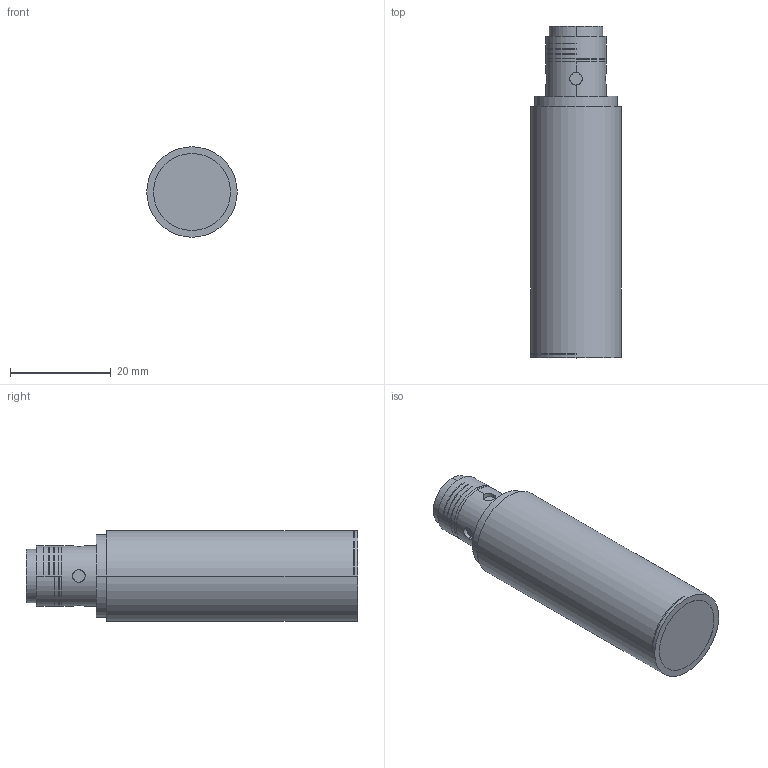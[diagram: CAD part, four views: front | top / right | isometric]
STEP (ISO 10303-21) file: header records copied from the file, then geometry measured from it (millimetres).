
FILE_DESCRIPTION((''),'2;1');
FILE_NAME('CAD-8178','2022-04-01T12:19:05',('creinig-se'),(''),'CREO PARAMETRIC BY PTC INC, 2019292','CREO PARAMETRIC BY PTC INC, 2019292','');
FILE_SCHEMA(('CONFIG_CONTROL_DESIGN','SHAPE_APPEARANCE_LAYERS_GROUPS'));
Length unit declared in the file: millimetre
Products named in the file (1): CAD-8178
Bounding box: 18 x 66.01 x 18 mm (x, y, z)
Volume: 13791.6 mm3; surface area: 5620.2 mm2
Topology: 1 solids, 6 shells, 111 faces, 311 edges, 206 vertices
Faces by surface type: cylinder 57, plane 24, cone 24, sphere 6
Entity records: 4112 total; most frequent: CARTESIAN_POINT 951, DIRECTION 642, ORIENTED_EDGE 604, EDGE_CURVE 302, AXIS2_PLACEMENT_3D 265, VERTEX_POINT 206, CIRCLE 154, EDGE_LOOP 130
